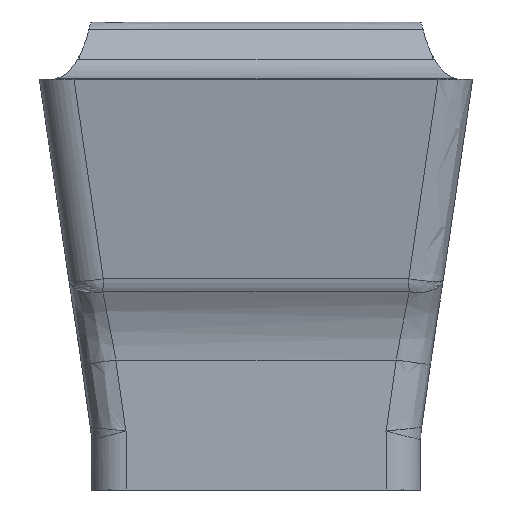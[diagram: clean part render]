
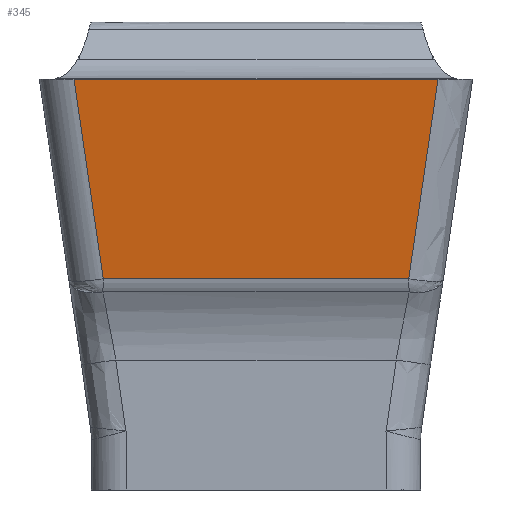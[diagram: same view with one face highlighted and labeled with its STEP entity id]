
A CAD part, front view. The second image highlights one B-rep face of the part: STEP entity #345.
In plain terms, the highlighted planar face has unit normal (0, -0.99, -0.139).
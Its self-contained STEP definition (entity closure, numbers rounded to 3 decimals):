
#259=(
BOUNDED_CURVE()
B_SPLINE_CURVE(1,(#2072,#2073,#2074,#2075),.UNSPECIFIED.,.F.,.F.)
B_SPLINE_CURVE_WITH_KNOTS((2,1,1,2),(0.,0.395,0.605,
1.),.UNSPECIFIED.)
CURVE()
GEOMETRIC_REPRESENTATION_ITEM()
RATIONAL_B_SPLINE_CURVE((1.032,1.032,1.032,
1.032))
REPRESENTATION_ITEM('')
);
#274=PLANE('',#1372);
#345=ADVANCED_FACE('',(#425),#274,.F.);
#425=FACE_OUTER_BOUND('',#486,.T.);
#486=EDGE_LOOP('',(#623,#624,#625,#626));
#623=ORIENTED_EDGE('',*,*,#1017,.T.);
#624=ORIENTED_EDGE('',*,*,#941,.T.);
#625=ORIENTED_EDGE('',*,*,#1015,.F.);
#626=ORIENTED_EDGE('',*,*,#1018,.T.);
#845=VERTEX_POINT('',#1739);
#846=VERTEX_POINT('',#1740);
#909=VERTEX_POINT('',#2054);
#910=VERTEX_POINT('',#2076);
#941=EDGE_CURVE('',#845,#846,#1096,.T.);
#1015=EDGE_CURVE('',#909,#846,#1130,.T.);
#1017=EDGE_CURVE('',#910,#845,#259,.T.);
#1018=EDGE_CURVE('',#909,#910,#1131,.T.);
#1096=LINE('',#1738,#1163);
#1130=LINE('',#2055,#1199);
#1131=LINE('',#2077,#1200);
#1163=VECTOR('',#1429,1.);
#1199=VECTOR('',#1527,1.);
#1200=VECTOR('',#1528,1.);
#1372=AXIS2_PLACEMENT_3D('',#2078,#1529,#1530);
#1429=DIRECTION('',(1.,0.,0.));
#1527=DIRECTION('',(-0.144,0.138,-0.98));
#1528=DIRECTION('',(-1.,0.,0.));
#1529=DIRECTION('',(0.,0.99,0.139));
#1530=DIRECTION('',(1.,0.,0.));
#1738=CARTESIAN_POINT('',(1.75,-5.677,-2.299));
#1739=CARTESIAN_POINT('',(-1.763,-5.677,-2.299));
#1740=CARTESIAN_POINT('',(1.763,-5.677,-2.299));
#2054=CARTESIAN_POINT('',(2.1,-6.,0.));
#2055=CARTESIAN_POINT('',(1.936,-5.843,-1.119));
#2072=CARTESIAN_POINT('',(-2.72,-6.594,4.225));
#2073=CARTESIAN_POINT('',(-2.1,-6.,0.));
#2074=CARTESIAN_POINT('',(-1.772,-5.686,-2.237));
#2075=CARTESIAN_POINT('',(-1.151,-5.092,-6.463));
#2076=CARTESIAN_POINT('',(-2.1,-6.,0.));
#2077=CARTESIAN_POINT('',(0.,-6.,0.));
#2078=CARTESIAN_POINT('',(0.,-6.,0.));
